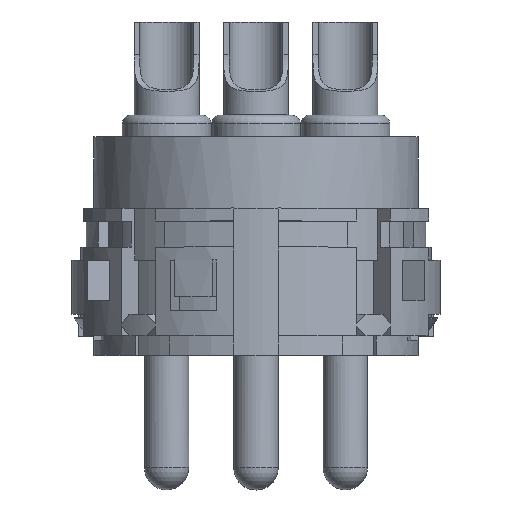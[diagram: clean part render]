
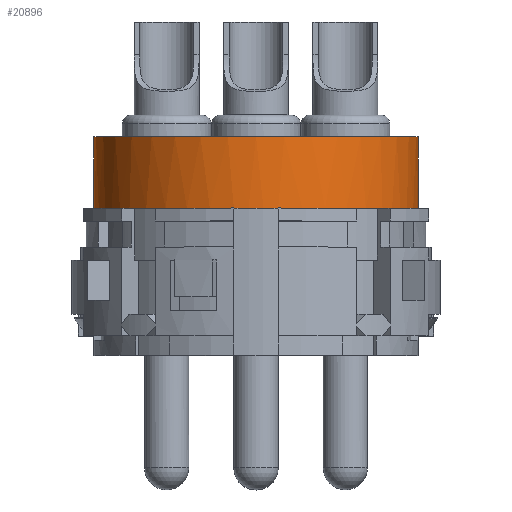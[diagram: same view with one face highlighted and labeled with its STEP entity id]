
A CAD part, top view. The second image highlights one B-rep face of the part: STEP entity #20896.
In plain terms, the highlighted cylindrical face has radius 7.5 mm (diameter 15 mm), a partial arc.
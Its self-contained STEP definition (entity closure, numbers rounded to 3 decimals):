
#521=CARTESIAN_POINT('',(0.,10.1,0.));
#522=DIRECTION('',(0.,-1.,0.));
#523=DIRECTION('',(1.,0.,0.));
#524=AXIS2_PLACEMENT_3D('',#521,#522,#523);
#1349=DIRECTION('',(0.,-1.,0.));
#1350=VECTOR('',#1349,3.3);
#1351=CARTESIAN_POINT('',(7.5,10.1,0.));
#1352=LINE('',#1351,#1350);
#1366=CARTESIAN_POINT('',(0.,6.8,0.));
#1367=DIRECTION('',(0.,1.,0.));
#1368=DIRECTION('',(0.779,0.,0.627));
#1369=AXIS2_PLACEMENT_3D('',#1366,#1367,#1368);
#2373=CARTESIAN_POINT('',(0.,6.8,0.));
#2374=DIRECTION('',(0.,1.,0.));
#2375=DIRECTION('',(0.137,0.,0.991));
#2376=AXIS2_PLACEMENT_3D('',#2373,#2374,#2375);
#2391=CARTESIAN_POINT('',(0.,6.8,0.));
#2392=DIRECTION('',(0.,1.,0.));
#2393=DIRECTION('',(0.93,0.,0.368));
#2394=AXIS2_PLACEMENT_3D('',#2391,#2392,#2393);
#2401=CARTESIAN_POINT('',(0.,6.8,0.));
#2402=DIRECTION('',(0.,1.,0.));
#2403=DIRECTION('',(-1.,0.,0.));
#2404=AXIS2_PLACEMENT_3D('',#2401,#2402,#2403);
#2419=CARTESIAN_POINT('',(0.,6.8,0.));
#2420=DIRECTION('',(0.,1.,0.));
#2421=DIRECTION('',(-0.779,0.,0.627));
#2422=AXIS2_PLACEMENT_3D('',#2419,#2420,#2421);
#2704=CARTESIAN_POINT('',(0.,6.8,0.));
#2705=DIRECTION('',(0.,1.,0.));
#2706=DIRECTION('',(-0.137,0.,0.991));
#2707=AXIS2_PLACEMENT_3D('',#2704,#2705,#2706);
#11514=CARTESIAN_POINT('',(0.,6.8,0.));
#11515=DIRECTION('',(0.,1.,0.));
#11516=DIRECTION('',(-0.93,0.,0.368));
#11517=AXIS2_PLACEMENT_3D('',#11514,#11515,#11516);
#11532=DIRECTION('',(0.,-1.,0.));
#11533=VECTOR('',#11532,3.3);
#11534=CARTESIAN_POINT('',(-7.5,10.1,0.));
#11535=LINE('',#11534,#11533);
#15132=CARTESIAN_POINT('',(7.5,10.1,0.));
#15133=CARTESIAN_POINT('',(-7.5,10.1,0.));
#15134=VERTEX_POINT('',#15132);
#15135=VERTEX_POINT('',#15133);
#15700=CARTESIAN_POINT('',(5.843,6.8,4.702));
#15701=CARTESIAN_POINT('',(6.975,6.8,2.757));
#15702=VERTEX_POINT('',#15700);
#15703=VERTEX_POINT('',#15701);
#15704=CARTESIAN_POINT('',(1.025,6.8,7.43));
#15705=VERTEX_POINT('',#15704);
#15706=CARTESIAN_POINT('',(-1.025,6.8,7.43));
#15707=VERTEX_POINT('',#15706);
#15708=CARTESIAN_POINT('',(-5.843,6.8,4.702));
#15709=VERTEX_POINT('',#15708);
#15710=CARTESIAN_POINT('',(-6.975,6.8,2.757));
#15711=VERTEX_POINT('',#15710);
#15712=CARTESIAN_POINT('',(-7.5,6.8,0.));
#15713=VERTEX_POINT('',#15712);
#15714=CARTESIAN_POINT('',(7.5,6.8,0.));
#15715=VERTEX_POINT('',#15714);
#20870=CARTESIAN_POINT('',(0.,6.8,0.));
#20871=DIRECTION('',(0.,1.,0.));
#20872=DIRECTION('',(-1.,0.,0.));
#20873=AXIS2_PLACEMENT_3D('',#20870,#20871,#20872);
#20874=CYLINDRICAL_SURFACE('',#20873,7.5);
#20876=ORIENTED_EDGE('',*,*,#20875,.F.);
#20878=ORIENTED_EDGE('',*,*,#20877,.F.);
#20880=ORIENTED_EDGE('',*,*,#20879,.F.);
#20882=ORIENTED_EDGE('',*,*,#20881,.F.);
#20884=ORIENTED_EDGE('',*,*,#20883,.F.);
#20886=ORIENTED_EDGE('',*,*,#20885,.F.);
#20888=ORIENTED_EDGE('',*,*,#20887,.F.);
#20889=ORIENTED_EDGE('',*,*,#20265,.F.);
#20891=ORIENTED_EDGE('',*,*,#20890,.T.);
#20893=ORIENTED_EDGE('',*,*,#20892,.F.);
#20894=EDGE_LOOP('',(#20876,#20878,#20880,#20882,#20884,#20886,#20888,#20889,
#20891,#20893));
#20895=FACE_OUTER_BOUND('',#20894,.F.);
#525=CIRCLE('',#524,7.5);
#1370=CIRCLE('',#1369,7.5);
#2377=CIRCLE('',#2376,7.5);
#2395=CIRCLE('',#2394,7.5);
#2405=CIRCLE('',#2404,7.5);
#2423=CIRCLE('',#2422,7.5);
#2708=CIRCLE('',#2707,7.5);
#11518=CIRCLE('',#11517,7.5);
#20265=EDGE_CURVE('',#15134,#15135,#525,.T.);
#20875=EDGE_CURVE('',#15702,#15703,#1370,.T.);
#20877=EDGE_CURVE('',#15705,#15702,#2377,.T.);
#20879=EDGE_CURVE('',#15707,#15705,#2708,.T.);
#20881=EDGE_CURVE('',#15709,#15707,#2423,.T.);
#20883=EDGE_CURVE('',#15711,#15709,#11518,.T.);
#20885=EDGE_CURVE('',#15713,#15711,#2405,.T.);
#20887=EDGE_CURVE('',#15135,#15713,#11535,.T.);
#20890=EDGE_CURVE('',#15134,#15715,#1352,.T.);
#20892=EDGE_CURVE('',#15703,#15715,#2395,.T.);
#20896=ADVANCED_FACE('',(#20895),#20874,.T.);
